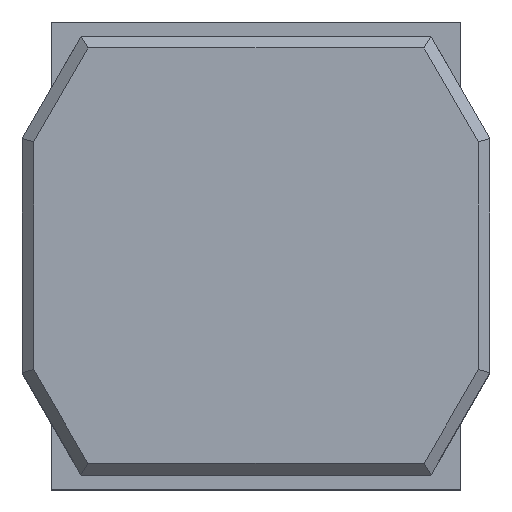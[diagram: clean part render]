
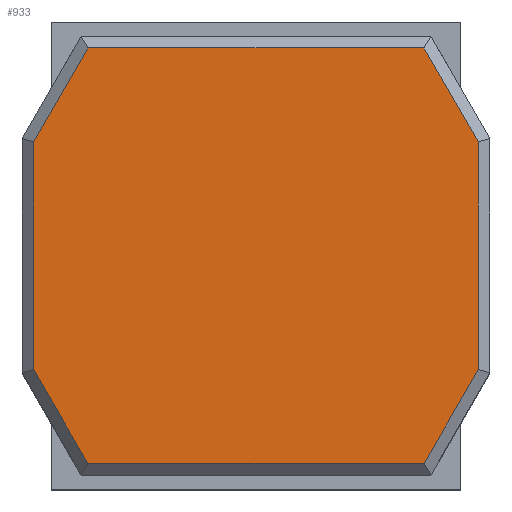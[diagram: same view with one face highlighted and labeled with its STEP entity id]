
A CAD part, top view. The second image highlights one B-rep face of the part: STEP entity #933.
In plain terms, the highlighted planar face has unit normal (0, 0, 1).
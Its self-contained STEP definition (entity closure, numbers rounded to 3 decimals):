
#51=PLANE('',#1018);
#105=FACE_OUTER_BOUND('',#161,.T.);
#161=EDGE_LOOP('',(#785,#786,#787,#788,#789,#790,#791,#792));
#248=LINE('',#1436,#363);
#252=LINE('',#1444,#367);
#255=LINE('',#1450,#370);
#258=LINE('',#1456,#373);
#261=LINE('',#1462,#376);
#265=LINE('',#1470,#380);
#268=LINE('',#1476,#383);
#271=LINE('',#1480,#386);
#363=VECTOR('',#1176,10.);
#367=VECTOR('',#1182,10.);
#370=VECTOR('',#1187,10.);
#373=VECTOR('',#1192,10.);
#376=VECTOR('',#1197,10.);
#380=VECTOR('',#1203,10.);
#383=VECTOR('',#1208,10.);
#386=VECTOR('',#1213,10.);
#462=VERTEX_POINT('',#1434);
#463=VERTEX_POINT('',#1435);
#466=VERTEX_POINT('',#1443);
#468=VERTEX_POINT('',#1449);
#470=VERTEX_POINT('',#1455);
#472=VERTEX_POINT('',#1461);
#475=VERTEX_POINT('',#1469);
#477=VERTEX_POINT('',#1475);
#564=EDGE_CURVE('',#462,#463,#248,.T.);
#568=EDGE_CURVE('',#463,#466,#252,.T.);
#571=EDGE_CURVE('',#466,#468,#255,.T.);
#574=EDGE_CURVE('',#468,#470,#258,.T.);
#577=EDGE_CURVE('',#470,#472,#261,.T.);
#581=EDGE_CURVE('',#472,#475,#265,.T.);
#584=EDGE_CURVE('',#475,#477,#268,.T.);
#587=EDGE_CURVE('',#477,#462,#271,.T.);
#785=ORIENTED_EDGE('',*,*,#564,.F.);
#786=ORIENTED_EDGE('',*,*,#587,.F.);
#787=ORIENTED_EDGE('',*,*,#584,.F.);
#788=ORIENTED_EDGE('',*,*,#581,.F.);
#789=ORIENTED_EDGE('',*,*,#577,.F.);
#790=ORIENTED_EDGE('',*,*,#574,.F.);
#791=ORIENTED_EDGE('',*,*,#571,.F.);
#792=ORIENTED_EDGE('',*,*,#568,.F.);
#933=ADVANCED_FACE('',(#105),#51,.T.);
#1018=AXIS2_PLACEMENT_3D('',#1499,#1231,#1232);
#1176=DIRECTION('',(1.,0.,0.));
#1182=DIRECTION('',(0.5,-0.866,0.));
#1187=DIRECTION('',(0.,-1.,0.));
#1192=DIRECTION('',(-0.5,-0.866,0.));
#1197=DIRECTION('',(-1.,0.,0.));
#1203=DIRECTION('',(-0.5,0.866,0.));
#1208=DIRECTION('',(0.,1.,0.));
#1213=DIRECTION('',(0.5,0.866,0.));
#1231=DIRECTION('center_axis',(0.,0.,1.));
#1232=DIRECTION('ref_axis',(1.,0.,0.));
#1434=CARTESIAN_POINT('',(-1.437,1.775,1.6));
#1435=CARTESIAN_POINT('',(1.437,1.775,1.6));
#1436=CARTESIAN_POINT('',(0.747,1.775,1.6));
#1443=CARTESIAN_POINT('',(1.9,0.973,1.6));
#1444=CARTESIAN_POINT('',(1.88,1.008,1.6));
#1449=CARTESIAN_POINT('',(1.9,-0.973,1.6));
#1450=CARTESIAN_POINT('',(1.9,-0.5,1.6));
#1455=CARTESIAN_POINT('',(1.437,-1.775,1.6));
#1456=CARTESIAN_POINT('',(1.627,-1.446,1.6));
#1461=CARTESIAN_POINT('',(-1.437,-1.775,1.6));
#1462=CARTESIAN_POINT('',(-0.747,-1.775,1.6));
#1469=CARTESIAN_POINT('',(-1.9,-0.973,1.6));
#1470=CARTESIAN_POINT('',(-1.88,-1.008,1.6));
#1475=CARTESIAN_POINT('',(-1.9,0.973,1.6));
#1476=CARTESIAN_POINT('',(-1.9,0.5,1.6));
#1480=CARTESIAN_POINT('',(-1.627,1.446,1.6));
#1499=CARTESIAN_POINT('Origin',(0.,0.,
1.6));
